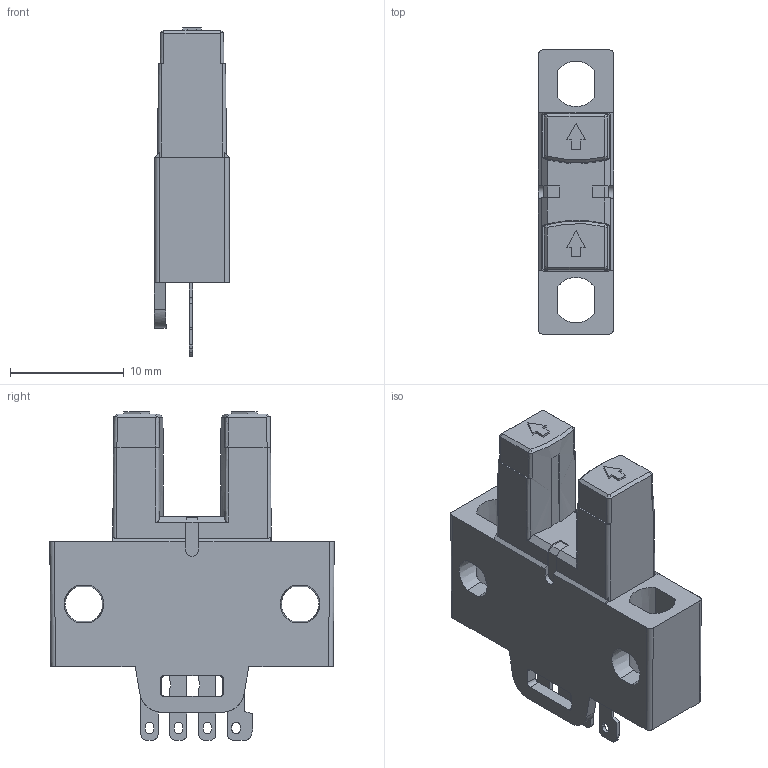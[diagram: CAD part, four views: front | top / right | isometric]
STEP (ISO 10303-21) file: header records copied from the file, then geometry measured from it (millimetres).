
FILE_DESCRIPTION(/* description */ (''),/* implementation_level */ '2;1');
FILE_NAME(/* name */ '',/* time_stamp */ '2021-09-15T18:15:14+08:00',/* author */ (''),/* organization */ (''),/* preprocessor_version */ 'ST-DEVELOPER v14',/* originating_system */ 'SIEMENS PLM Software NX 8.0',/* authorisation */ '');
FILE_SCHEMA (('AUTOMOTIVE_DESIGN { 1 0 10303 214 3 1 1 1 }'));
Length unit declared in the file: millimetre
Products named in the file (1): Admi1920E3A4gc84
Bounding box: 6.6 x 25 x 28.85 mm (x, y, z)
Volume: 2150.3 mm3; surface area: 1840.1 mm2
Topology: 1 solids, 1 shells, 227 faces, 652 edges, 429 vertices
Faces by surface type: plane 148, cylinder 41, cone 22, bspline 16
Entity records: 8459 total; most frequent: CARTESIAN_POINT 2070, ORIENTED_EDGE 1304, DIRECTION 1147, EDGE_CURVE 652, VERTEX_POINT 429, LINE 397, VECTOR 397, AXIS2_PLACEMENT_3D 375
